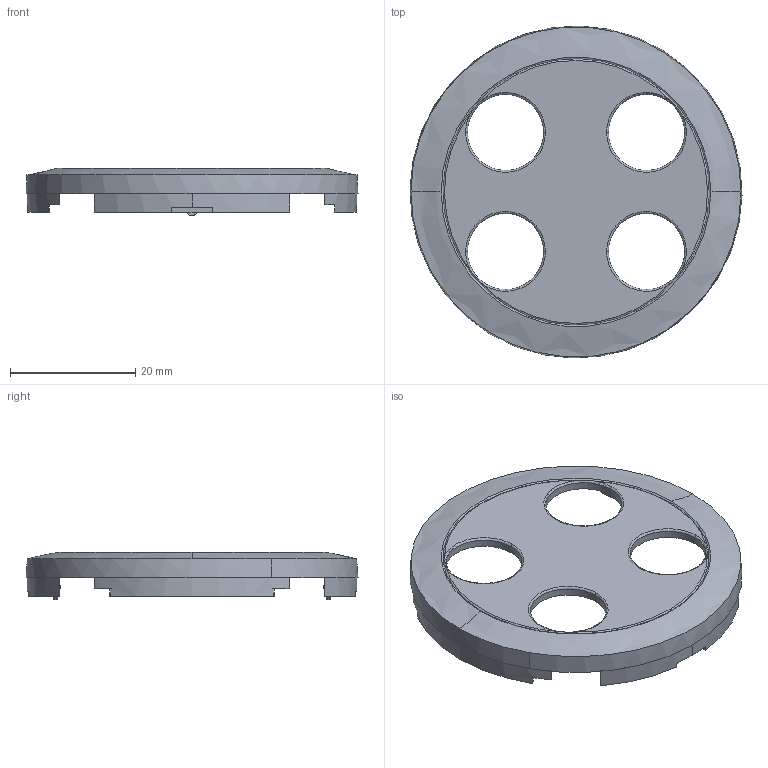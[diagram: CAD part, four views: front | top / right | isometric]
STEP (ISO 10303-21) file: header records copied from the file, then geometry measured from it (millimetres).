
FILE_DESCRIPTION(('CATIA V5 STEP Exchange','CAx-IF Rec.Pracs.--- Model Styling and Organization---1.5--- 2016-08-15','CAx-IF Rec.Pracs.---Supplemental Geometry---1.0---2011-11-01','CAx-IF Rec.Pracs.--- Composite Materials ---1.1---2010-07-15'),'2;1');
FILE_NAME('CB2312.stp','2024-03-25T10:02:47+00:00',('none'),('none'),'CATIA Version 5-6 Release 2020 SP3','CATIA V5 STEP AP214 v2','none');
FILE_SCHEMA(('AUTOMOTIVE_DESIGN { 1 0 10303 214 1 1 1 1 }'));
Length unit declared in the file: millimetre
Products named in the file (1): ED02513_A_AllCATPart
Bounding box: 52.99 x 52.99 x 7.51 mm (x, y, z)
Volume: 3377.5 mm3; surface area: 5442.6 mm2
Topology: 1 solids, 1 shells, 461 faces, 1315 edges, 850 vertices
Faces by surface type: plane 329, cone 54, cylinder 30, bspline 20, torus 12, sphere 12, revolution 4
Entity records: 15350 total; most frequent: CARTESIAN_POINT 4720, ORIENTED_EDGE 2606, DIRECTION 1543, EDGE_CURVE 1303, VERTEX_POINT 850, VECTOR 671, LINE 671, AXIS2_PLACEMENT_3D 514
